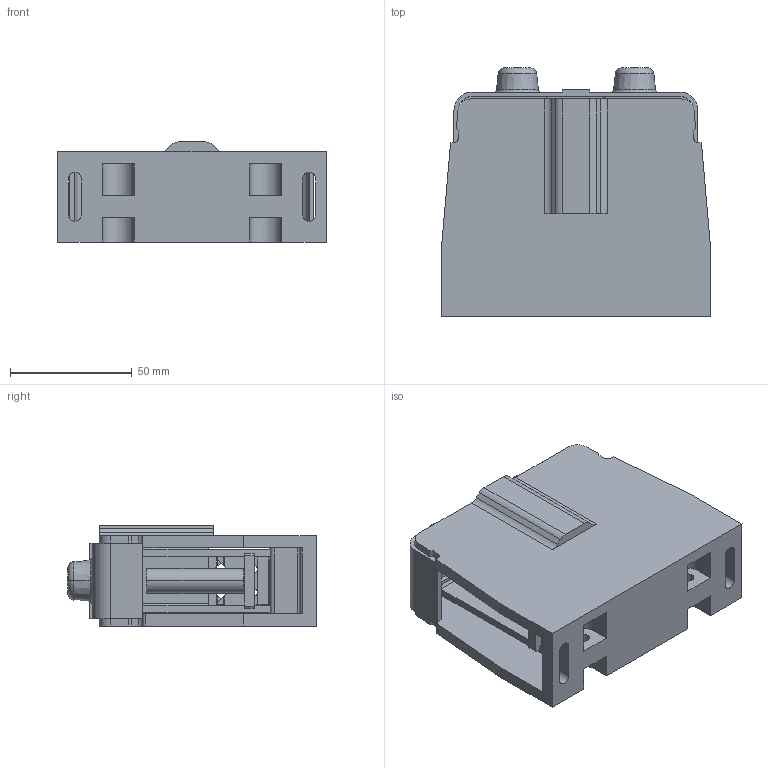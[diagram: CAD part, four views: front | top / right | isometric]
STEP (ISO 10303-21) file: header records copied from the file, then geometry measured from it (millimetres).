
FILE_DESCRIPTION((''),'2;1');
FILE_NAME('95D_ASM','2024-03-09T',('dell'),(''),'PRO/ENGINEER BY PARAMETRIC TECHNOLOGY CORPORATION, 2013230','PRO/ENGINEER BY PARAMETRIC TECHNOLOGY CORPORATION, 2013230','');
FILE_SCHEMA(('AUTOMOTIVE_DESIGN { 1 0 10303 214 1 1 1 1 }'));
Length unit declared in the file: millimetre
Products named in the file (1): 95D_ASM
Bounding box: 110 x 101.8 x 41 mm (x, y, z)
Volume: 204122.8 mm3; surface area: 90161.8 mm2
Topology: 3 solids, 3 shells, 733 faces, 2218 edges, 1456 vertices
Faces by surface type: plane 433, cylinder 272, torus 16, cone 12
Entity records: 25467 total; most frequent: CARTESIAN_POINT 5842, ORIENTED_EDGE 4436, DIRECTION 3614, EDGE_CURVE 2218, VECTOR 1526, LINE 1526, VERTEX_POINT 1456, AXIS2_PLACEMENT_3D 1044
